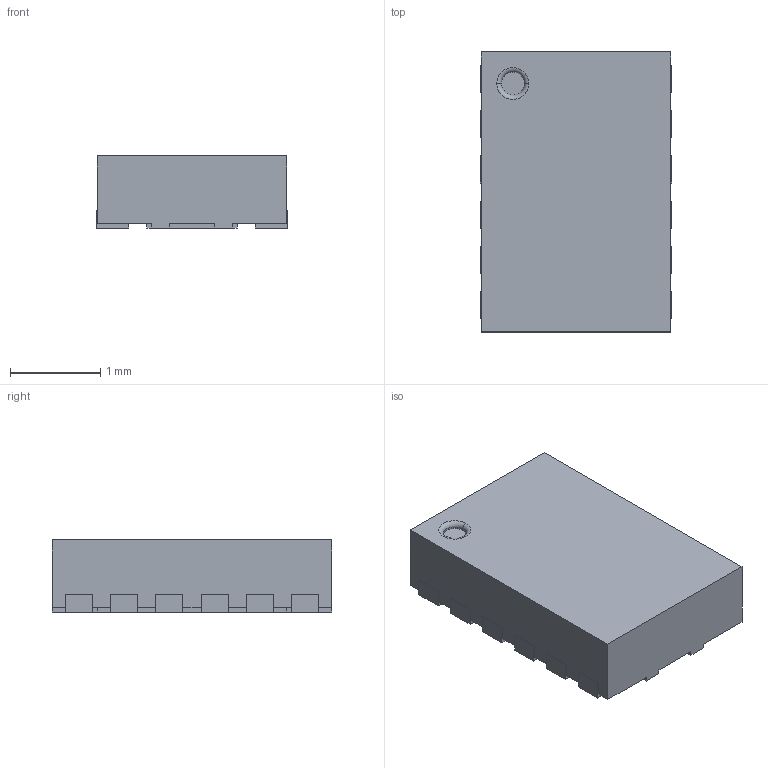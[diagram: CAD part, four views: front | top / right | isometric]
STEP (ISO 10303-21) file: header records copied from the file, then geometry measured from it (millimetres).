
FILE_DESCRIPTION (( 'STEP AP214' ), '1' );
FILE_NAME ('User Library-DRV8836DSSR.STEP', '2016-03-09T14:16:56', ( 'Windows User' ), ( '' ), 'SwSTEP 2.0', 'SolidWorks 2016', '' );
FILE_SCHEMA (( 'AUTOMOTIVE_DESIGN' ));
Length unit declared in the file: millimetre
Products named in the file (1): User Library-DRV8836DSSR
Bounding box: 2.12 x 3.1 x 0.8 mm (x, y, z)
Volume: 5.1 mm3; surface area: 22.3 mm2
Topology: 1 solids, 1 shells, 105 faces, 304 edges, 202 vertices
Faces by surface type: plane 100, cylinder 3, torus 2
Entity records: 3525 total; most frequent: CARTESIAN_POINT 612, ORIENTED_EDGE 608, DIRECTION 526, EDGE_CURVE 304, LINE 294, VECTOR 294, VERTEX_POINT 202, AXIS2_PLACEMENT_3D 116
